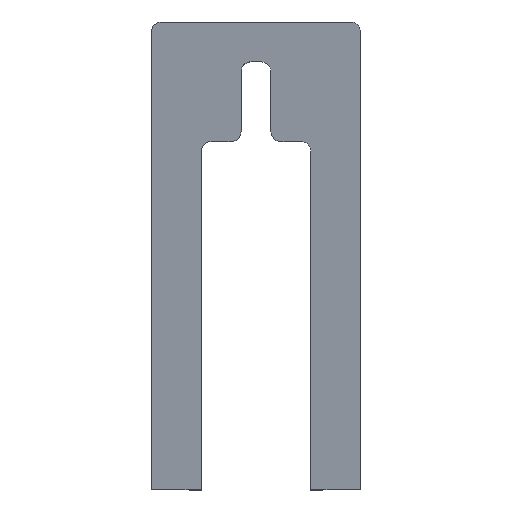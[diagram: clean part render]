
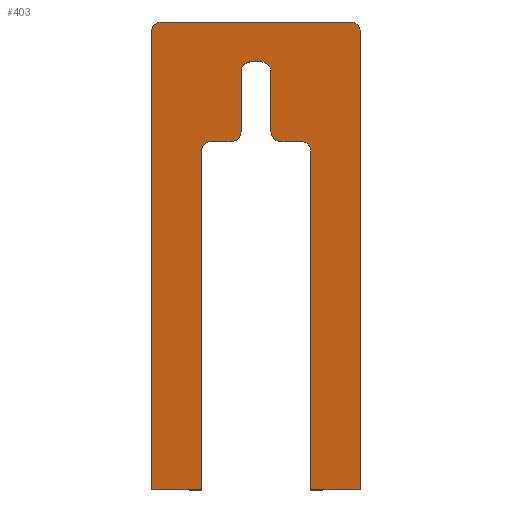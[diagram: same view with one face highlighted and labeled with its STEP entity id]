
A CAD part, top view. The second image highlights one B-rep face of the part: STEP entity #403.
In plain terms, the highlighted planar face has unit normal (0, -0.143, 0.99).
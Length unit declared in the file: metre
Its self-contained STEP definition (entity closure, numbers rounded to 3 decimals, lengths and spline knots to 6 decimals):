
#28=ELLIPSE('',#439,0.002021,0.002);
#29=ELLIPSE('',#440,0.002021,0.002);
#30=ELLIPSE('',#441,0.002021,0.002);
#31=ELLIPSE('',#442,0.002021,0.002);
#32=ELLIPSE('',#443,0.002021,0.002);
#33=ELLIPSE('',#444,0.002021,0.002);
#34=ELLIPSE('',#445,0.002021,0.002);
#35=ELLIPSE('',#446,0.002021,0.002);
#40=ORIENTED_EDGE('',*,*,#160,.F.);
#41=ORIENTED_EDGE('',*,*,#161,.T.);
#42=ORIENTED_EDGE('',*,*,#162,.F.);
#43=ORIENTED_EDGE('',*,*,#163,.T.);
#44=ORIENTED_EDGE('',*,*,#164,.T.);
#45=ORIENTED_EDGE('',*,*,#157,.T.);
#46=ORIENTED_EDGE('',*,*,#165,.F.);
#47=ORIENTED_EDGE('',*,*,#166,.T.);
#48=ORIENTED_EDGE('',*,*,#167,.F.);
#49=ORIENTED_EDGE('',*,*,#168,.T.);
#50=ORIENTED_EDGE('',*,*,#169,.F.);
#51=ORIENTED_EDGE('',*,*,#170,.T.);
#52=ORIENTED_EDGE('',*,*,#171,.T.);
#53=ORIENTED_EDGE('',*,*,#172,.T.);
#54=ORIENTED_EDGE('',*,*,#173,.T.);
#55=ORIENTED_EDGE('',*,*,#174,.T.);
#56=ORIENTED_EDGE('',*,*,#175,.T.);
#57=ORIENTED_EDGE('',*,*,#176,.T.);
#58=ORIENTED_EDGE('',*,*,#177,.T.);
#59=ORIENTED_EDGE('',*,*,#178,.T.);
#157=EDGE_CURVE('',#218,#216,#257,.T.);
#160=EDGE_CURVE('',#220,#221,#260,.T.);
#161=EDGE_CURVE('',#220,#222,#28,.T.);
#162=EDGE_CURVE('',#223,#222,#261,.T.);
#163=EDGE_CURVE('',#223,#224,#29,.T.);
#164=EDGE_CURVE('',#224,#218,#262,.T.);
#165=EDGE_CURVE('',#225,#216,#263,.T.);
#166=EDGE_CURVE('',#225,#226,#30,.F.);
#167=EDGE_CURVE('',#227,#226,#264,.T.);
#168=EDGE_CURVE('',#227,#228,#31,.T.);
#169=EDGE_CURVE('',#229,#228,#265,.T.);
#170=EDGE_CURVE('',#229,#230,#32,.F.);
#171=EDGE_CURVE('',#230,#231,#266,.T.);
#172=EDGE_CURVE('',#231,#232,#33,.F.);
#173=EDGE_CURVE('',#232,#233,#267,.T.);
#174=EDGE_CURVE('',#233,#234,#34,.T.);
#175=EDGE_CURVE('',#234,#235,#268,.T.);
#176=EDGE_CURVE('',#235,#236,#35,.F.);
#177=EDGE_CURVE('',#236,#237,#269,.T.);
#178=EDGE_CURVE('',#237,#221,#270,.T.);
#216=VERTEX_POINT('',#600);
#218=VERTEX_POINT('',#603);
#220=VERTEX_POINT('',#609);
#221=VERTEX_POINT('',#610);
#222=VERTEX_POINT('',#612);
#223=VERTEX_POINT('',#614);
#224=VERTEX_POINT('',#616);
#225=VERTEX_POINT('',#619);
#226=VERTEX_POINT('',#621);
#227=VERTEX_POINT('',#623);
#228=VERTEX_POINT('',#625);
#229=VERTEX_POINT('',#627);
#230=VERTEX_POINT('',#629);
#231=VERTEX_POINT('',#631);
#232=VERTEX_POINT('',#633);
#233=VERTEX_POINT('',#635);
#234=VERTEX_POINT('',#637);
#235=VERTEX_POINT('',#639);
#236=VERTEX_POINT('',#641);
#237=VERTEX_POINT('',#643);
#257=LINE('',#602,#301);
#260=LINE('',#608,#304);
#261=LINE('',#613,#305);
#262=LINE('',#617,#306);
#263=LINE('',#618,#307);
#264=LINE('',#622,#308);
#265=LINE('',#626,#309);
#266=LINE('',#630,#310);
#267=LINE('',#634,#311);
#268=LINE('',#638,#312);
#269=LINE('',#642,#313);
#270=LINE('',#644,#314);
#301=VECTOR('',#480,1.);
#304=VECTOR('',#485,1.);
#305=VECTOR('',#488,1.);
#306=VECTOR('',#491,1.);
#307=VECTOR('',#492,1.);
#308=VECTOR('',#495,1.);
#309=VECTOR('',#498,1.);
#310=VECTOR('',#501,1.);
#311=VECTOR('',#504,1.);
#312=VECTOR('',#507,1.);
#313=VECTOR('',#510,1.);
#314=VECTOR('',#511,1.);
#345=EDGE_LOOP('',(#40,#41,#42,#43,#44,#45,#46,#47,#48,#49,#50,#51,#52,
#53,#54,#55,#56,#57,#58,#59));
#367=FACE_BOUND('',#345,.T.);
#389=PLANE('',#438);
#403=ADVANCED_FACE('',(#367),#389,.T.);
#438=AXIS2_PLACEMENT_3D('',#607,#483,#484);
#439=AXIS2_PLACEMENT_3D('',#611,#486,#487);
#440=AXIS2_PLACEMENT_3D('',#615,#489,#490);
#441=AXIS2_PLACEMENT_3D('',#620,#493,#494);
#442=AXIS2_PLACEMENT_3D('',#624,#496,#497);
#443=AXIS2_PLACEMENT_3D('',#628,#499,#500);
#444=AXIS2_PLACEMENT_3D('',#632,#502,#503);
#445=AXIS2_PLACEMENT_3D('',#636,#505,#506);
#446=AXIS2_PLACEMENT_3D('',#640,#508,#509);
#480=DIRECTION('',(1.,0.,0.));
#483=DIRECTION('',(0.,-0.143,0.99));
#484=DIRECTION('',(0.,-0.99,-0.143));
#485=DIRECTION('',(0.,-0.99,-0.143));
#486=DIRECTION('',(0.,-0.143,0.99));
#487=DIRECTION('',(0.,0.99,0.143));
#488=DIRECTION('',(1.,0.,0.));
#489=DIRECTION('',(0.,-0.143,0.99));
#490=DIRECTION('',(0.,-0.99,-0.143));
#491=DIRECTION('',(0.,-0.99,-0.143));
#492=DIRECTION('',(0.,-0.99,-0.143));
#493=DIRECTION('',(0.,-0.143,0.99));
#494=DIRECTION('',(0.,0.99,0.143));
#495=DIRECTION('',(-1.,0.,0.));
#496=DIRECTION('',(0.,-0.143,0.99));
#497=DIRECTION('',(0.,-0.99,-0.143));
#498=DIRECTION('',(0.,-0.99,-0.143));
#499=DIRECTION('',(0.,-0.143,0.99));
#500=DIRECTION('',(0.,-0.99,-0.143));
#501=DIRECTION('',(1.,0.,0.));
#502=DIRECTION('',(0.,-0.143,0.99));
#503=DIRECTION('',(0.,0.99,0.143));
#504=DIRECTION('',(0.,-0.99,-0.143));
#505=DIRECTION('',(0.,-0.143,0.99));
#506=DIRECTION('',(0.,-0.99,-0.143));
#507=DIRECTION('',(1.,0.,0.));
#508=DIRECTION('',(0.,-0.143,0.99));
#509=DIRECTION('',(0.,0.99,0.143));
#510=DIRECTION('',(0.,-0.99,-0.143));
#511=DIRECTION('',(1.,0.,0.));
#600=CARTESIAN_POINT('',(-0.032,-0.00869,0.0004));
#602=CARTESIAN_POINT('',(-0.042,-0.00869,0.0004));
#603=CARTESIAN_POINT('',(-0.042,-0.00869,0.0004));
#607=CARTESIAN_POINT('',(-0.042,0.03831,0.0072));
#608=CARTESIAN_POINT('',(0.,0.03831,0.0072));
#609=CARTESIAN_POINT('',(0.,0.08331,0.013711));
#610=CARTESIAN_POINT('',(0.,-0.00869,0.0004));
#611=CARTESIAN_POINT('',(-0.002,0.08331,0.013711));
#612=CARTESIAN_POINT('',(-0.002,0.08531,0.014));
#613=CARTESIAN_POINT('',(-0.042,0.08531,0.014));
#614=CARTESIAN_POINT('',(-0.04,0.08531,0.014));
#615=CARTESIAN_POINT('',(-0.04,0.08331,0.013711));
#616=CARTESIAN_POINT('',(-0.042,0.08331,0.013711));
#617=CARTESIAN_POINT('',(-0.042,0.03831,0.0072));
#618=CARTESIAN_POINT('',(-0.032,0.02752,0.005639));
#619=CARTESIAN_POINT('',(-0.032,0.05931,0.010238));
#620=CARTESIAN_POINT('',(-0.03,0.05931,0.010238));
#621=CARTESIAN_POINT('',(-0.03,0.06131,0.010528));
#622=CARTESIAN_POINT('',(-0.028,0.06131,0.010528));
#623=CARTESIAN_POINT('',(-0.026,0.06131,0.010528));
#624=CARTESIAN_POINT('',(-0.026,0.06331,0.010817));
#625=CARTESIAN_POINT('',(-0.024,0.06331,0.010817));
#626=CARTESIAN_POINT('',(-0.024,0.069639,0.011733));
#627=CARTESIAN_POINT('',(-0.024,0.07531,0.012553));
#628=CARTESIAN_POINT('',(-0.022,0.07531,0.012553));
#629=CARTESIAN_POINT('',(-0.022,0.07731,0.012843));
#630=CARTESIAN_POINT('',(-0.021,0.07731,0.012843));
#631=CARTESIAN_POINT('',(-0.02,0.07731,0.012843));
#632=CARTESIAN_POINT('',(-0.02,0.07531,0.012553));
#633=CARTESIAN_POINT('',(-0.018,0.07531,0.012553));
#634=CARTESIAN_POINT('',(-0.018,0.069639,0.011733));
#635=CARTESIAN_POINT('',(-0.018,0.06331,0.010817));
#636=CARTESIAN_POINT('',(-0.016,0.06331,0.010817));
#637=CARTESIAN_POINT('',(-0.016,0.06131,0.010528));
#638=CARTESIAN_POINT('',(-0.014,0.06131,0.010528));
#639=CARTESIAN_POINT('',(-0.012,0.06131,0.010528));
#640=CARTESIAN_POINT('',(-0.012,0.05931,0.010238));
#641=CARTESIAN_POINT('',(-0.01,0.05931,0.010238));
#642=CARTESIAN_POINT('',(-0.01,0.02752,0.005639));
#643=CARTESIAN_POINT('',(-0.01,-0.00869,0.0004));
#644=CARTESIAN_POINT('',(-0.042,-0.00869,0.0004));
